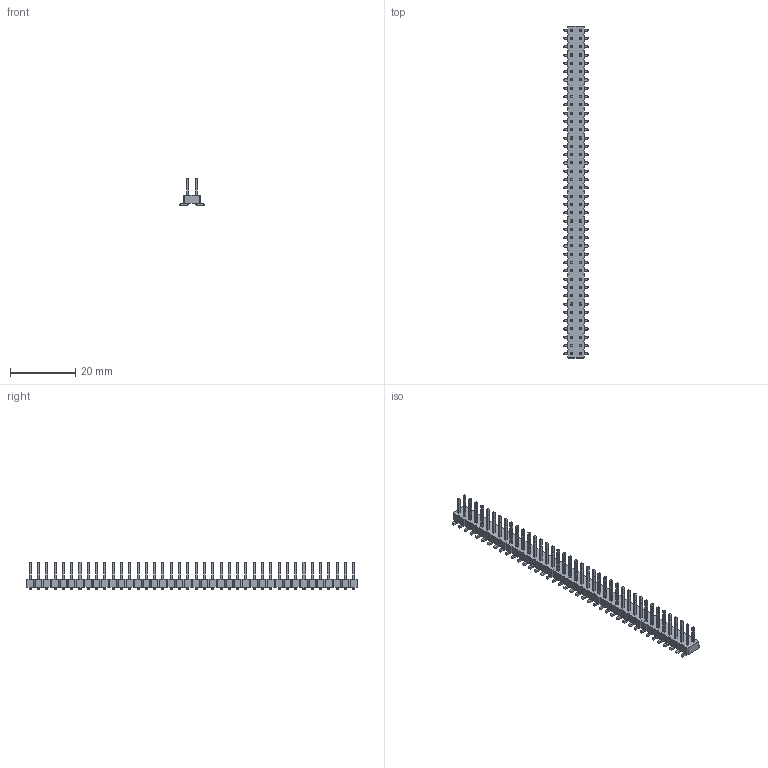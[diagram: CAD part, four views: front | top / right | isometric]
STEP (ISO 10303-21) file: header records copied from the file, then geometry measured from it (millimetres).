
FILE_DESCRIPTION(/* description */ ('model of Pin_Header_Straight_2x40_Pitch2.54mm_SMD'),/* implementation_level */ '2;1');
FILE_NAME(/* name */ 'Pin_Header_Straight_2x40_Pitch2.54mm_SMD.step',/* time_stamp */ '2017-08-19T06:01:46',/* author */ ('kicad StepUp','ksu'),/* organization */ ('FreeCAD'),/* preprocessor_version */ 'OCC',/* originating_system */ 'kicad StepUp',/* authorisation */ '');
FILE_SCHEMA(('AUTOMOTIVE_DESIGN { 1 0 10303 214 1 1 1 1 }'));
Length unit declared in the file: millimetre
Products named in the file (1): Pin_Header_Straight_2x40_Pitch254mm_SMD
Bounding box: 7.54 x 101.6 x 8.54 mm (x, y, z)
Volume: 1546.9 mm3; surface area: 3132.8 mm2
Topology: 1 solids, 1 shells, 1844 faces, 4406 edges, 2724 vertices
Faces by surface type: plane 1684, cylinder 160
Entity records: 64611 total; most frequent: CARTESIAN_POINT 8975, ORIENTED_EDGE 8812, DIRECTION 8416, EDGE_CURVE 4406, LINE 4086, VECTOR 4086, VERTEX_POINT 2724, AXIS2_PLACEMENT_3D 2165
